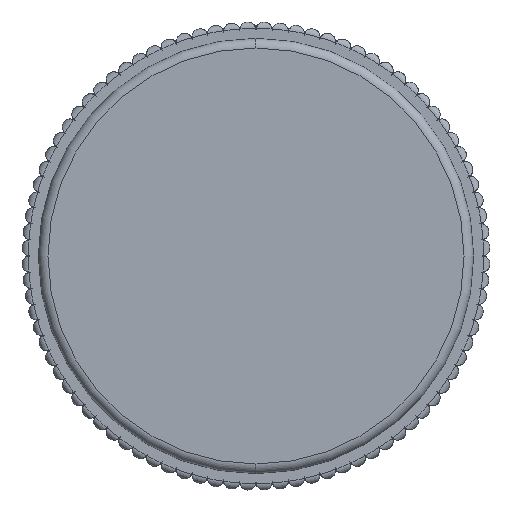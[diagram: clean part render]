
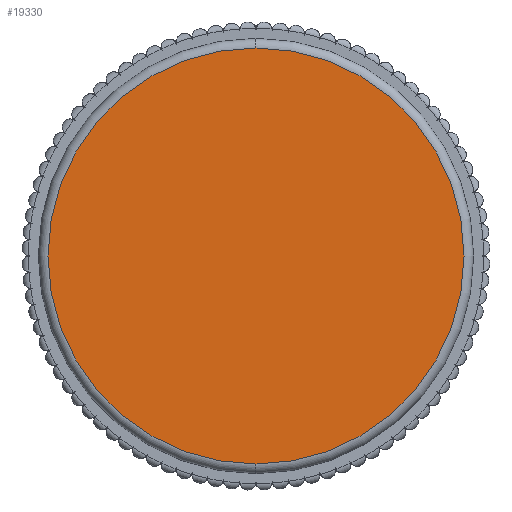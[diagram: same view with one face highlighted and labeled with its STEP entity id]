
A CAD part, left-side view. The second image highlights one B-rep face of the part: STEP entity #19330.
In plain terms, the highlighted planar face has unit normal (-1, 0, 0).
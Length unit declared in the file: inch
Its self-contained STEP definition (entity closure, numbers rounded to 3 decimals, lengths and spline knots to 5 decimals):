
#132 = CIRCLE ( 'NONE', #15750, 0.25319 ) ;
#141 = VERTEX_POINT ( 'NONE', #14260 ) ;
#1199 = CARTESIAN_POINT ( 'NONE',  ( -0.58, 0., -0.25319 ) ) ;
#1534 = DIRECTION ( 'NONE',  ( 0., 0., 1. ) ) ;
#4307 = CARTESIAN_POINT ( 'NONE',  ( -0.58, 0., 0. ) ) ;
#5122 = DIRECTION ( 'NONE',  ( -1., 0., 0. ) ) ;
#5482 = AXIS2_PLACEMENT_3D ( 'NONE', #16632, #5122, #1534 ) ;
#6058 = PLANE ( 'NONE',  #14046 ) ;
#7595 = FACE_OUTER_BOUND ( 'NONE', #19798, .T. ) ;
#7915 = DIRECTION ( 'NONE',  ( 1., 0., 0. ) ) ;
#9416 = EDGE_CURVE ( 'NONE', #141, #16341, #10339, .T. ) ;
#9690 = ORIENTED_EDGE ( 'NONE', *, *, #18276, .T. ) ;
#10339 = CIRCLE ( 'NONE', #5482, 0.25319 ) ;
#10938 = DIRECTION ( 'NONE',  ( 0., 0., -1. ) ) ;
#11148 = CARTESIAN_POINT ( 'NONE',  ( -0.58, 0.25319, 0. ) ) ;
#12653 = DIRECTION ( 'NONE',  ( -1., 0., 0. ) ) ;
#14046 = AXIS2_PLACEMENT_3D ( 'NONE', #11148, #7915, #10938 ) ;
#14260 = CARTESIAN_POINT ( 'NONE',  ( -0.58, 0., 0.25319 ) ) ;
#15750 = AXIS2_PLACEMENT_3D ( 'NONE', #4307, #12653, #19083 ) ;
#16341 = VERTEX_POINT ( 'NONE', #1199 ) ;
#16632 = CARTESIAN_POINT ( 'NONE',  ( -0.58, 0., 0. ) ) ;
#18276 = EDGE_CURVE ( 'NONE', #16341, #141, #132, .T. ) ;
#18442 = ORIENTED_EDGE ( 'NONE', *, *, #9416, .T. ) ;
#19083 = DIRECTION ( 'NONE',  ( 0., 0., 1. ) ) ;
#19330 = ADVANCED_FACE ( 'NONE', ( #7595 ), #6058, .F. ) ;
#19798 = EDGE_LOOP ( 'NONE', ( #18442, #9690 ) ) ;
